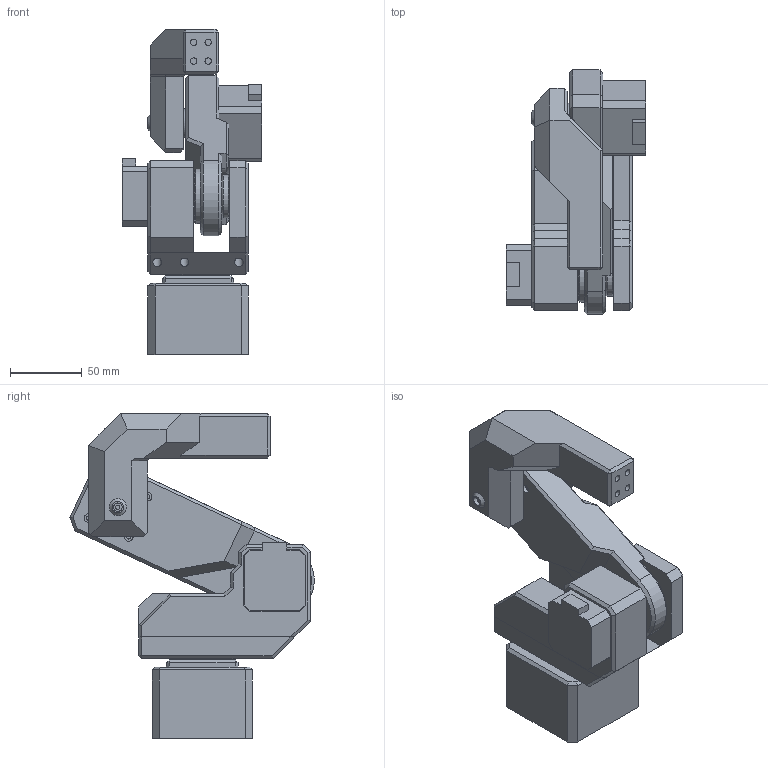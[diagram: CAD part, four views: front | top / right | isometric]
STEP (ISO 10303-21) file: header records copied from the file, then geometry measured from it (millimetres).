
FILE_DESCRIPTION(('HOOPS Exchange Step'),'2;1');
FILE_NAME('temp_export','2024-09-10T02:09:57-04:00',('29752'),('Shapr3D Limited'),'HOOPS Exchange 2024.2','Shapr3D','Authorized');
FILE_SCHEMA( ('AP242_MANAGED_MODEL_BASED_3D_ENGINEERING_MIM_LF {1 0 10303 442 1 1 4 }') );
Length unit declared in the file: millimetre
Products named in the file (12): 圆形图案 01; 圆形图案 02; bearing_5_16.step; bearing_8_22.step; bearing_11_24.step; root
Assembly tree (11 placements, depth 3):
  root
    bearing_5_16.step
      圆形图案 01
      圆形图案 02
      圆形图案 01
    bearing_8_22.step
      圆形图案 01
      圆形图案 02
      圆形图案 01
    bearing_11_24.step
      圆形图案 01
      圆形图案 01
Bounding box: 97.48 x 170.32 x 226.95 mm (x, y, z)
Volume: 1022246.3 mm3; surface area: 196814.5 mm2
Topology: 35 solids, 35 shells, 598 faces, 1520 edges, 1002 vertices
Faces by surface type: plane 422, cylinder 118, sphere 42, torus 8, cone 8
Full cylindrical faces by diameter (mm): 3 x40, 4.5 x14, 6 x14, 8 x2, 11 x8, 12 x4, 13 x1, 15 x2, 15.5 x1, 17 x1, 18 x2, 19.5 x1, 20 x3, 22 x2, 24 x2, 30 x1, 36.698 x1, 38.041 x1
Entity records: 23034 total; most frequent: CARTESIAN_POINT 8085, DIRECTION 3044, ORIENTED_EDGE 2938, EDGE_CURVE 1469, AXIS2_PLACEMENT_3D 1044, VERTEX_POINT 1002, VECTOR 956, LINE 956
